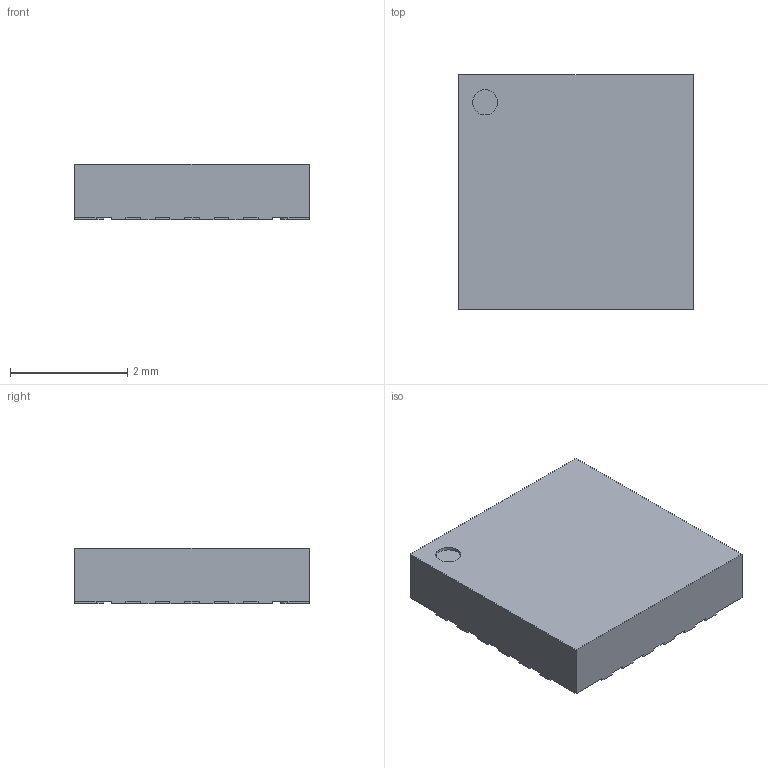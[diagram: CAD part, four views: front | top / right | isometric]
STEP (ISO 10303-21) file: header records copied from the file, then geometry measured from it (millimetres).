
FILE_DESCRIPTION (( 'STEP AP214' ), '1' );
FILE_NAME ('ANALOG_LFCSP-24-1EP_4x4mm_P0.5mm_EP2.5x2.5mm.STEP', '2023-01-07T16:59:43', ( '' ), ( '' ), 'SwSTEP 2.0', 'SolidWorks 2019', '' );
FILE_SCHEMA (( 'AUTOMOTIVE_DESIGN' ));
Length unit declared in the file: millimetre
Products named in the file (1): ANALOG_LFCSP-24-1EP_4x4mm_P0.5mm_EP2.5x2.5mm
Bounding box: 4 x 4 x 0.95 mm (x, y, z)
Volume: 14.9 mm3; surface area: 48.4 mm2
Topology: 1 solids, 1 shells, 120 faces, 348 edges, 232 vertices
Faces by surface type: plane 84, cylinder 36
Entity records: 5265 total; most frequent: CARTESIAN_POINT 701, ORIENTED_EDGE 696, DIRECTION 662, EDGE_CURVE 348, LINE 276, VECTOR 276, VERTEX_POINT 232, AXIS2_PLACEMENT_3D 193
